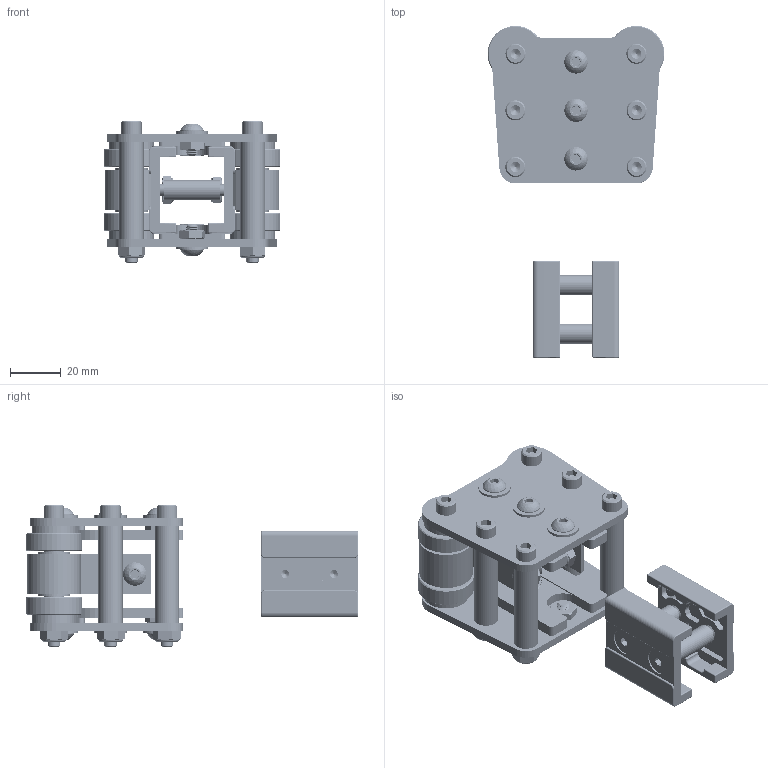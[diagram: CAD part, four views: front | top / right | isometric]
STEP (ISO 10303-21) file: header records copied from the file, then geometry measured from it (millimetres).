
FILE_DESCRIPTION (( 'STEP AP214' ), '1' );
FILE_NAME ('am-4661 1.5in to 1.0in Tubing Bearing Kit.STEP', '2021-12-07T00:45:02', ( '' ), ( '' ), 'SwSTEP 2.0', 'SolidWorks 2021', '' );
FILE_SCHEMA (( 'AUTOMOTIVE_DESIGN' ));
Length unit declared in the file: inch
Products named in the file (19): 90480A195_Low-Strength Steel Hex Nut_90480A195; SH8J30 Spring; SHCS 10-32 x 2_HX-SHCS 0.19-32x2x1.125-C; am-xxxx 5-16OD x .875 10-32 Round AL Standoff_93330A475; am-1009 5-16 flat washer; 10 Washer am-1026; am-4661 1.5in to 1.0in Tubing Bearing Kit; 92510A571_ALUM UNTHRD SPACER_92510A571; am-4629 Inside Slider Block; 92510A651_ALUM UNTHRD SPACER_92510A651; 10-32 Nylock Jam Nut_90633A411; am-4630 1x1 Clamp Slider Block; am-4644 Climber In A Box 1.5IN Bearing Plate; am-4456 8 mm ID 22 mm OD Shielded Bearing 608ZZ_57155K629; am-4661 1.0 Nylon Bearing Clamp Sub Assembly; FHCS 10-32x0.50_SCHCSCREW 0.19-32x0.75x0.75-HX-C; am-xxxx .688t x .375ID x .500OD 13RS050094 Nylon Spacer; BHCS 10-32 x 0.375 patch am-1588_92360A244
Assembly tree (70 placements, depth 3):
  am-4661 1.5in to 1.0in Tubing Bearing Kit
    am-4661 1.5in to 1.0in Tubing Bearing Kit
      am-4644 Climber In A Box 1.5IN Bearing Plate  x2
      SHCS 10-32 x 2_HX-SHCS 0.19-32x2x1.125-C  x6
      10-32 Nylock Jam Nut_90633A411  x8
      BHCS 10-32 x 0.375 patch am-1588_92360A244  x8
      10 Washer am-1026  x6
      92510A651_ALUM UNTHRD SPACER_92510A651  x4
      am-1009 5-16 flat washer  x8
      am-4456 8 mm ID 22 mm OD Shielded Bearing 608ZZ_57155K629  x4
      92510A571_ALUM UNTHRD SPACER_92510A571  x2
      am-xxxx .688t x .375ID x .500OD 13RS050094 Nylon Spacer  x2
      SH8J30 Spring  x2
      am-4629 Inside Slider Block  x2
      90480A195_Low-Strength Steel Hex Nut_90480A195  x6
    am-4661 1.0 Nylon Bearing Clamp Sub Assembly
      am-4630 1x1 Clamp Slider Block  x2
      FHCS 10-32x0.50_SCHCSCREW 0.19-32x0.75x0.75-HX-C  x4
      am-xxxx 5-16OD x .875 10-32 Round AL Standoff_93330A475  x2
Bounding box: 69.51 x 130.47 x 55.63 mm (x, y, z)
Volume: 85131.4 mm3; surface area: 89782.1 mm2
Topology: 128 solids, 128 shells, 2504 faces, 6024 edges, 3794 vertices
Faces by surface type: plane 790, cylinder 736, bspline 424, cone 420, sphere 80, torus 54
Full cylindrical faces by diameter (mm): 4.091 x8, 4.178 x24, 4.826 x42, 4.877 x6, 4.978 x2, 5.105 x22, 5.156 x6, 6.08 x8, 6.35 x4, 7.937 x6, 7.938 x4, 8 x4, 8.763 x8, 9.169 x8, 9.525 x6, 10.213 x8, 12.649 x6, 12.7 x2, 13.681 x16, 15.494 x2, 16.319 x16, 17.526 x8, 22 x4
Entity records: 46480 total; most frequent: CARTESIAN_POINT 31073, DIRECTION 2940, ORIENTED_EDGE 2866, EDGE_CURVE 1433, AXIS2_PLACEMENT_3D 1175, VERTEX_POINT 952, EDGE_LOOP 807, FACE_OUTER_BOUND 706
